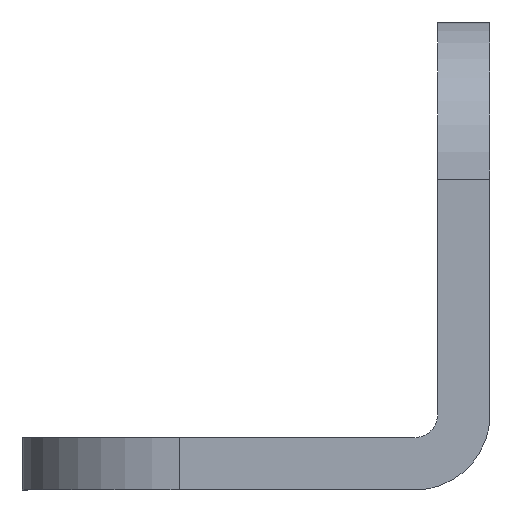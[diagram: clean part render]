
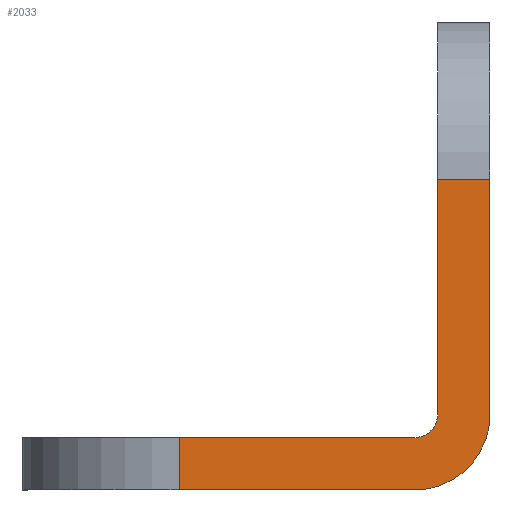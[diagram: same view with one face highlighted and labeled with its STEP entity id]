
A CAD part, left-side view. The second image highlights one B-rep face of the part: STEP entity #2033.
In plain terms, the highlighted planar face has unit normal (-1, 0, 0).
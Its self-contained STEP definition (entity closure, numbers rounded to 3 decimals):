
#18 = VERTEX_POINT ( 'NONE', #1068 ) ;
#27 = VECTOR ( 'NONE', #3300, 1000. ) ;
#43 = CARTESIAN_POINT ( 'NONE',  ( 0., 0.7, -12. ) ) ;
#104 = CARTESIAN_POINT ( 'NONE',  ( 0., 0.7, -12.7 ) ) ;
#174 = ORIENTED_EDGE ( 'NONE', *, *, #440, .F. ) ;
#379 = CIRCLE ( 'NONE', #959, 2.3 ) ;
#389 = VERTEX_POINT ( 'NONE', #1914 ) ;
#399 = ORIENTED_EDGE ( 'NONE', *, *, #1812, .F. ) ;
#423 = ORIENTED_EDGE ( 'NONE', *, *, #991, .T. ) ;
#440 = EDGE_CURVE ( 'NONE', #2634, #521, #1095, .T. ) ;
#521 = VERTEX_POINT ( 'NONE', #104 ) ;
#523 = CARTESIAN_POINT ( 'NONE',  ( 0., 0., 0. ) ) ;
#586 = ORIENTED_EDGE ( 'NONE', *, *, #731, .F. ) ;
#620 = LINE ( 'NONE', #1722, #885 ) ;
#731 = EDGE_CURVE ( 'NONE', #18, #2634, #2115, .T. ) ;
#783 = FACE_OUTER_BOUND ( 'NONE', #1033, .T. ) ;
#802 = ORIENTED_EDGE ( 'NONE', *, *, #3420, .F. ) ;
#854 = EDGE_CURVE ( 'NONE', #3317, #2988, #3230, .T. ) ;
#872 = DIRECTION ( 'NONE',  ( 0., 0., 1. ) ) ;
#885 = VECTOR ( 'NONE', #2832, 1000. ) ;
#959 = AXIS2_PLACEMENT_3D ( 'NONE', #43, #3117, #872 ) ;
#991 = EDGE_CURVE ( 'NONE', #18, #389, #620, .T. ) ;
#1033 = EDGE_LOOP ( 'NONE', ( #2192, #399, #174, #586, #423, #802, #1285, #3512 ) ) ;
#1064 = LINE ( 'NONE', #2199, #27 ) ;
#1068 = CARTESIAN_POINT ( 'NONE',  ( 0., 7.9, -14.3 ) ) ;
#1077 = CARTESIAN_POINT ( 'NONE',  ( 0., 0., -4.8 ) ) ;
#1095 = LINE ( 'NONE', #3052, #1446 ) ;
#1101 = VERTEX_POINT ( 'NONE', #2657 ) ;
#1115 = VECTOR ( 'NONE', #1314, 1000. ) ;
#1257 = DIRECTION ( 'NONE',  ( 0., 0., 1. ) ) ;
#1285 = ORIENTED_EDGE ( 'NONE', *, *, #3303, .F. ) ;
#1314 = DIRECTION ( 'NONE',  ( 0., 0., -1. ) ) ;
#1446 = VECTOR ( 'NONE', #2198, 1000. ) ;
#1479 = DIRECTION ( 'NONE',  ( -1., 0., 0. ) ) ;
#1497 = CARTESIAN_POINT ( 'NONE',  ( 0., 0.7, -12. ) ) ;
#1566 = CARTESIAN_POINT ( 'NONE',  ( 0., 0., -12. ) ) ;
#1571 = LINE ( 'NONE', #523, #1115 ) ;
#1604 = DIRECTION ( 'NONE',  ( 0., 0., 1. ) ) ;
#1722 = CARTESIAN_POINT ( 'NONE',  ( 0., 0., -14.3 ) ) ;
#1802 = CARTESIAN_POINT ( 'NONE',  ( 0., 7.9, -14.3 ) ) ;
#1812 = EDGE_CURVE ( 'NONE', #521, #2308, #2385, .T. ) ;
#1887 = CARTESIAN_POINT ( 'NONE',  ( 0., -1.6, 0. ) ) ;
#1914 = CARTESIAN_POINT ( 'NONE',  ( 0., 0.7, -14.3 ) ) ;
#2009 = EDGE_CURVE ( 'NONE', #2988, #2308, #1571, .T. ) ;
#2033 = ADVANCED_FACE ( 'NONE', ( #783 ), #3223, .T. ) ;
#2107 = DIRECTION ( 'NONE',  ( -1., 0., 0. ) ) ;
#2115 = LINE ( 'NONE', #1802, #2733 ) ;
#2192 = ORIENTED_EDGE ( 'NONE', *, *, #2009, .T. ) ;
#2198 = DIRECTION ( 'NONE',  ( 0., -1., 0. ) ) ;
#2199 = CARTESIAN_POINT ( 'NONE',  ( 0., -1.6, 0. ) ) ;
#2308 = VERTEX_POINT ( 'NONE', #1566 ) ;
#2385 = CIRCLE ( 'NONE', #3358, 0.7 ) ;
#2578 = DIRECTION ( 'NONE',  ( 0., 0., 1. ) ) ;
#2634 = VERTEX_POINT ( 'NONE', #3092 ) ;
#2657 = CARTESIAN_POINT ( 'NONE',  ( 0., -1.6, -12. ) ) ;
#2733 = VECTOR ( 'NONE', #1257, 1000. ) ;
#2775 = DIRECTION ( 'NONE',  ( 0., 1., 0. ) ) ;
#2832 = DIRECTION ( 'NONE',  ( 0., -1., 0. ) ) ;
#2912 = VECTOR ( 'NONE', #2775, 1000. ) ;
#2988 = VERTEX_POINT ( 'NONE', #1077 ) ;
#3037 = CARTESIAN_POINT ( 'NONE',  ( 0., -1.6, -4.8 ) ) ;
#3052 = CARTESIAN_POINT ( 'NONE',  ( 0., 12.7, -12.7 ) ) ;
#3092 = CARTESIAN_POINT ( 'NONE',  ( 0., 7.9, -12.7 ) ) ;
#3117 = DIRECTION ( 'NONE',  ( 1., 0., 0. ) ) ;
#3223 = PLANE ( 'NONE',  #3307 ) ;
#3230 = LINE ( 'NONE', #3330, #2912 ) ;
#3300 = DIRECTION ( 'NONE',  ( 0., 0., -1. ) ) ;
#3303 = EDGE_CURVE ( 'NONE', #3317, #1101, #1064, .T. ) ;
#3307 = AXIS2_PLACEMENT_3D ( 'NONE', #1887, #2107, #1604 ) ;
#3317 = VERTEX_POINT ( 'NONE', #3037 ) ;
#3330 = CARTESIAN_POINT ( 'NONE',  ( 0., -1.6, -4.8 ) ) ;
#3358 = AXIS2_PLACEMENT_3D ( 'NONE', #1497, #1479, #2578 ) ;
#3420 = EDGE_CURVE ( 'NONE', #1101, #389, #379, .T. ) ;
#3512 = ORIENTED_EDGE ( 'NONE', *, *, #854, .T. ) ;
